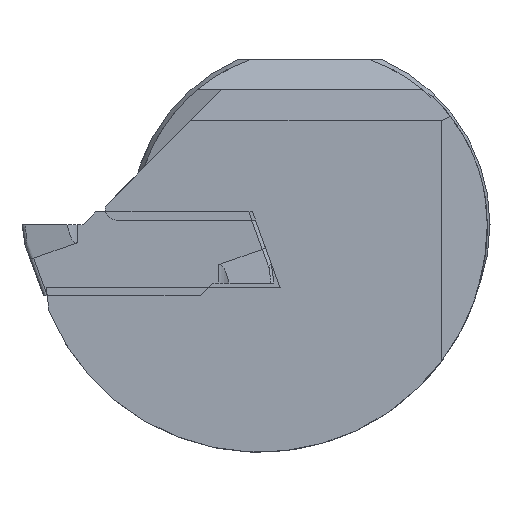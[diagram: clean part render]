
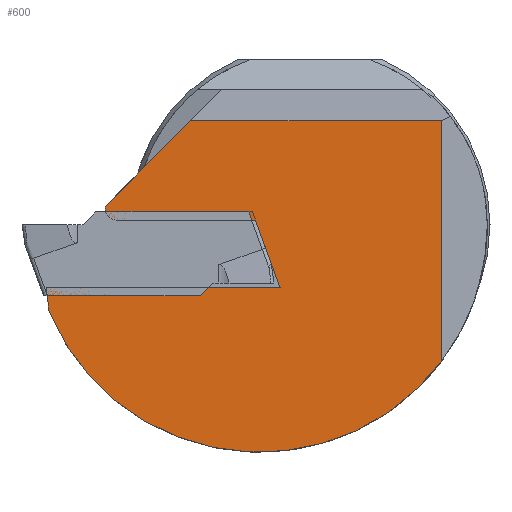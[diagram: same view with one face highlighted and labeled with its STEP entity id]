
A CAD part, left-side view. The second image highlights one B-rep face of the part: STEP entity #600.
In plain terms, the highlighted planar face has unit normal (-1, 0, 0).
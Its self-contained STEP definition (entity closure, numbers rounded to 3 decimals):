
#550=CIRCLE('',#1756,12.65);
#551=CIRCLE('',#1757,0.6);
#600=ADVANCED_FACE('',(#702),#648,.T.);
#648=PLANE('',#1758);
#702=FACE_OUTER_BOUND('',#765,.T.);
#765=EDGE_LOOP('',(#1044,#1045,#1046,#1047,#1048,#1049,#1050,#1051,#1052));
#1044=ORIENTED_EDGE('',*,*,#1408,.F.);
#1045=ORIENTED_EDGE('',*,*,#1409,.F.);
#1046=ORIENTED_EDGE('',*,*,#1410,.F.);
#1047=ORIENTED_EDGE('',*,*,#1411,.T.);
#1048=ORIENTED_EDGE('',*,*,#1412,.F.);
#1049=ORIENTED_EDGE('',*,*,#1413,.T.);
#1050=ORIENTED_EDGE('',*,*,#1414,.F.);
#1051=ORIENTED_EDGE('',*,*,#1415,.F.);
#1052=ORIENTED_EDGE('',*,*,#1416,.F.);
#1258=VERTEX_POINT('',#2416);
#1259=VERTEX_POINT('',#2417);
#1260=VERTEX_POINT('',#2419);
#1261=VERTEX_POINT('',#2421);
#1262=VERTEX_POINT('',#2423);
#1263=VERTEX_POINT('',#2425);
#1264=VERTEX_POINT('',#2427);
#1265=VERTEX_POINT('',#2429);
#1266=VERTEX_POINT('',#2431);
#1408=EDGE_CURVE('',#1258,#1259,#1541,.T.);
#1409=EDGE_CURVE('',#1260,#1258,#1542,.T.);
#1410=EDGE_CURVE('',#1261,#1260,#1543,.T.);
#1411=EDGE_CURVE('',#1261,#1262,#550,.T.);
#1412=EDGE_CURVE('',#1263,#1262,#1544,.T.);
#1413=EDGE_CURVE('',#1263,#1264,#1545,.T.);
#1414=EDGE_CURVE('',#1265,#1264,#1546,.T.);
#1415=EDGE_CURVE('',#1266,#1265,#551,.T.);
#1416=EDGE_CURVE('',#1259,#1266,#1547,.T.);
#1541=LINE('',#2415,#1643);
#1542=LINE('',#2418,#1644);
#1543=LINE('',#2420,#1645);
#1544=LINE('',#2424,#1646);
#1545=LINE('',#2426,#1647);
#1546=LINE('',#2428,#1648);
#1547=LINE('',#2432,#1649);
#1643=VECTOR('',#2028,1.);
#1644=VECTOR('',#2029,1.);
#1645=VECTOR('',#2030,1.);
#1646=VECTOR('',#2033,1.);
#1647=VECTOR('',#2034,1.);
#1648=VECTOR('',#2035,1.);
#1649=VECTOR('',#2038,1.);
#1756=AXIS2_PLACEMENT_3D('',#2422,#2031,#2032);
#1757=AXIS2_PLACEMENT_3D('',#2430,#2036,#2037);
#1758=AXIS2_PLACEMENT_3D('',#2433,#2039,#2040);
#2028=DIRECTION('',(0.,0.342,0.94));
#2029=DIRECTION('',(0.,-1.,0.));
#2030=DIRECTION('',(0.,0.122,0.993));
#2031=DIRECTION('',(-1.,0.,0.));
#2032=DIRECTION('',(0.,0.,1.));
#2033=DIRECTION('',(0.,0.,-1.));
#2034=DIRECTION('',(0.,1.,0.));
#2035=DIRECTION('',(0.,-0.707,0.707));
#2036=DIRECTION('',(1.,0.,0.));
#2037=DIRECTION('',(0.,-1.,0.));
#2038=DIRECTION('',(0.,1.,0.));
#2039=DIRECTION('',(-1.,0.,0.));
#2040=DIRECTION('',(0.,0.,1.));
#2415=CARTESIAN_POINT('',(0.3,2.742,-0.545));
#2416=CARTESIAN_POINT('',(0.3,1.666,-3.5));
#2417=CARTESIAN_POINT('',(0.3,3.031,0.25));
#2418=CARTESIAN_POINT('',(0.3,5.742,-3.5));
#2419=CARTESIAN_POINT('',(0.3,14.66,-3.5));
#2420=CARTESIAN_POINT('',(0.3,14.628,-3.761));
#2421=CARTESIAN_POINT('',(0.3,14.499,-4.812));
#2422=CARTESIAN_POINT('',(0.3,2.8,0.));
#2423=CARTESIAN_POINT('',(0.3,-7.3,-7.617));
#2424=CARTESIAN_POINT('',(0.3,-7.3,0.));
#2425=CARTESIAN_POINT('',(0.3,-7.3,5.775));
#2426=CARTESIAN_POINT('',(0.3,-16.,5.775));
#2427=CARTESIAN_POINT('',(0.3,6.625,5.775));
#2428=CARTESIAN_POINT('',(0.3,-1.8,14.2));
#2429=CARTESIAN_POINT('',(0.3,11.331,1.069));
#2430=CARTESIAN_POINT('',(0.3,10.772,0.85));
#2431=CARTESIAN_POINT('',(0.3,10.772,0.25));
#2432=CARTESIAN_POINT('',(0.3,10.772,0.25));
#2433=CARTESIAN_POINT('',(0.3,-16.,0.));
